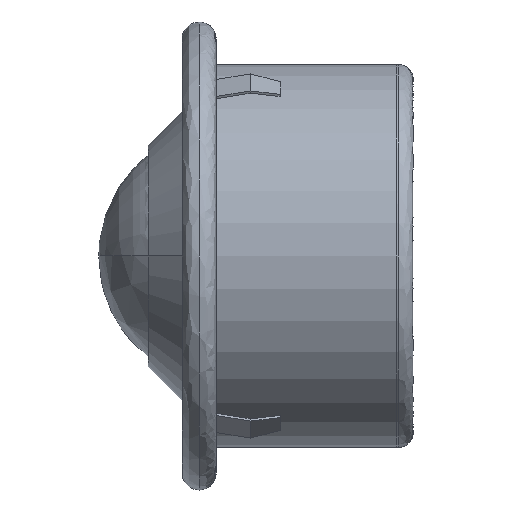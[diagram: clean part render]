
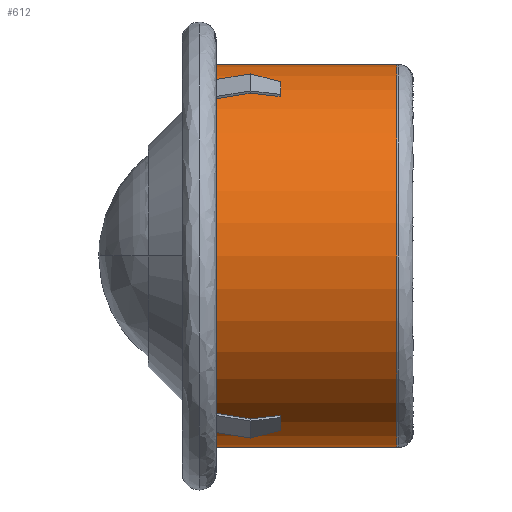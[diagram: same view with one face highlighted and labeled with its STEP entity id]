
A CAD part, left-side view. The second image highlights one B-rep face of the part: STEP entity #612.
In plain terms, the highlighted cylindrical face has radius 22.5 mm (diameter 45 mm), a partial arc.
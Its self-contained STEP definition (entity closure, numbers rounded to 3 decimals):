
#149 = ORIENTED_EDGE ( 'NONE', *, *, #3674, .F. ) ;
#205 = VECTOR ( 'NONE', #312, 1000. ) ;
#296 = EDGE_CURVE ( 'NONE', #2804, #4044, #4661, .T. ) ;
#312 = DIRECTION ( 'NONE',  ( 0., 1., 0. ) ) ;
#337 = CARTESIAN_POINT ( 'NONE',  ( 9.151, 48.522, 0. ) ) ;
#466 = ORIENTED_EDGE ( 'NONE', *, *, #3978, .T. ) ;
#490 = DIRECTION ( 'NONE',  ( 0., 0., 1. ) ) ;
#612 = ADVANCED_FACE ( 'NONE', ( #2955 ), #3392, .T. ) ;
#997 = AXIS2_PLACEMENT_3D ( 'NONE', #337, #2636, #1056 ) ;
#1056 = DIRECTION ( 'NONE',  ( 0., 0., 1. ) ) ;
#1063 = EDGE_LOOP ( 'NONE', ( #149, #1162, #466, #3816 ) ) ;
#1065 = DIRECTION ( 'NONE',  ( 0., 1., 0. ) ) ;
#1162 = ORIENTED_EDGE ( 'NONE', *, *, #296, .T. ) ;
#1307 = CARTESIAN_POINT ( 'NONE',  ( 9.151, 27.322, 22.5 ) ) ;
#1476 = VERTEX_POINT ( 'NONE', #3575 ) ;
#1601 = DIRECTION ( 'NONE',  ( 0., 1., 0. ) ) ;
#1707 = DIRECTION ( 'NONE',  ( 0., 1., 0. ) ) ;
#2305 = CARTESIAN_POINT ( 'NONE',  ( 9.151, 48.522, -22.5 ) ) ;
#2636 = DIRECTION ( 'NONE',  ( 0., -1., 0. ) ) ;
#2644 = DIRECTION ( 'NONE',  ( 0., 0., 1. ) ) ;
#2804 = VERTEX_POINT ( 'NONE', #4248 ) ;
#2858 = AXIS2_PLACEMENT_3D ( 'NONE', #4690, #1601, #490 ) ;
#2955 = FACE_OUTER_BOUND ( 'NONE', #1063, .T. ) ;
#2992 = LINE ( 'NONE', #4255, #205 ) ;
#3392 = CYLINDRICAL_SURFACE ( 'NONE', #4337, 22.5 ) ;
#3554 = CIRCLE ( 'NONE', #997, 22.5 ) ;
#3575 = CARTESIAN_POINT ( 'NONE',  ( 9.151, 48.522, 22.5 ) ) ;
#3576 = LINE ( 'NONE', #1307, #4955 ) ;
#3674 = EDGE_CURVE ( 'NONE', #2804, #4124, #2992, .T. ) ;
#3816 = ORIENTED_EDGE ( 'NONE', *, *, #4921, .T. ) ;
#3978 = EDGE_CURVE ( 'NONE', #4044, #1476, #3576, .T. ) ;
#4044 = VERTEX_POINT ( 'NONE', #4354 ) ;
#4124 = VERTEX_POINT ( 'NONE', #2305 ) ;
#4186 = CARTESIAN_POINT ( 'NONE',  ( 9.151, 27.322, 0. ) ) ;
#4248 = CARTESIAN_POINT ( 'NONE',  ( 9.151, 27.322, -22.5 ) ) ;
#4255 = CARTESIAN_POINT ( 'NONE',  ( 9.151, 27.322, -22.5 ) ) ;
#4337 = AXIS2_PLACEMENT_3D ( 'NONE', #4186, #1065, #2644 ) ;
#4354 = CARTESIAN_POINT ( 'NONE',  ( 9.151, 27.322, 22.5 ) ) ;
#4661 = CIRCLE ( 'NONE', #2858, 22.5 ) ;
#4690 = CARTESIAN_POINT ( 'NONE',  ( 9.151, 27.322, 0. ) ) ;
#4921 = EDGE_CURVE ( 'NONE', #1476, #4124, #3554, .T. ) ;
#4955 = VECTOR ( 'NONE', #1707, 1000. ) ;
